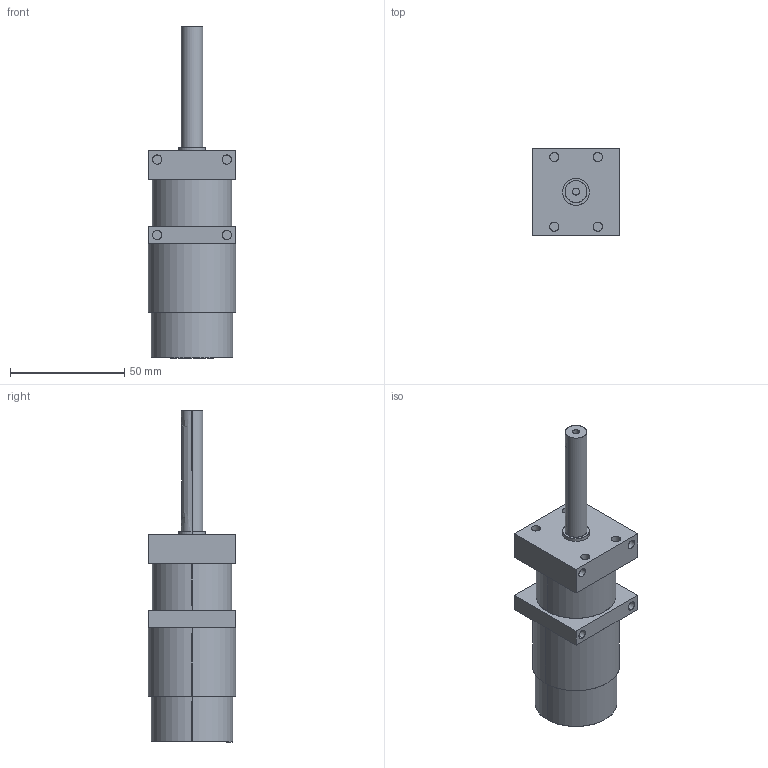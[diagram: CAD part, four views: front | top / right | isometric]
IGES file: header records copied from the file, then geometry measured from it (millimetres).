
Start section: SolidWorks IGES FILE using analytic representation for surfaces
Global section: file name: Banebots 20to1.IGS; native system: SolidWorks 2001Plus by SolidWorks Corporation; preprocessor: Version 5.3; author: thesmith; date: 051202.201458; units: millimetre
Bounding box: 38.1 x 38.1 x 145.25 mm (x, y, z)
Surface area: 18375.9 mm2 (no closed solid volume)
Topology: 0 solids, 0 shells, 74 faces, 1659 edges, 1659 vertices
Faces by surface type: revolution 39, bspline 35
